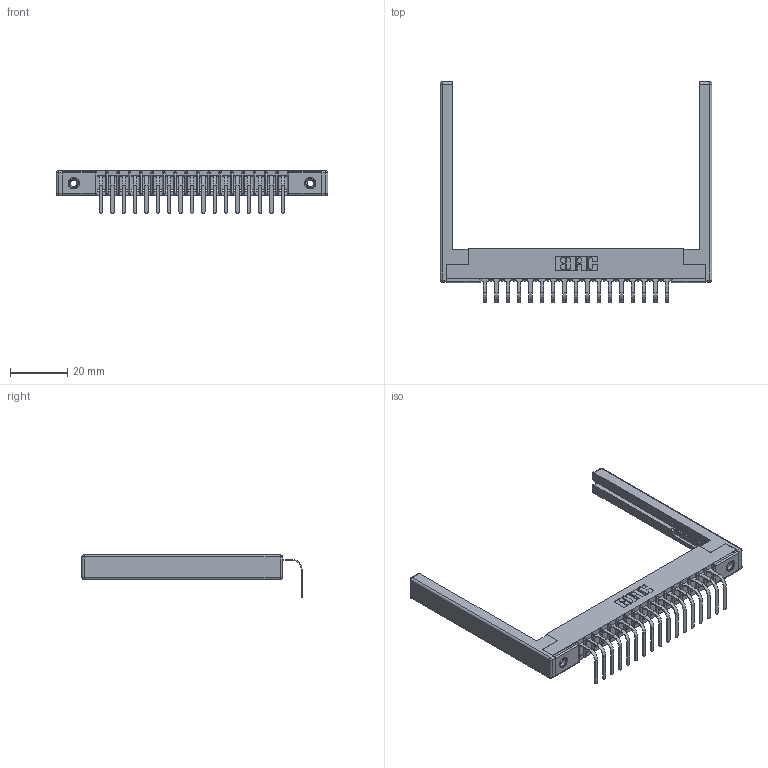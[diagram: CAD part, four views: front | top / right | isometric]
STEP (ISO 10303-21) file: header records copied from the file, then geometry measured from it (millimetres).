
FILE_DESCRIPTION (( 'STEP AP203' ), '1' );
FILE_NAME ('357-017-458-168.STEP', '2022-07-18T22:56:30', ( '' ), ( '' ), 'SwSTEP 2.0', 'SolidWorks 2020', '' );
FILE_SCHEMA (( 'CONFIG_CONTROL_DESIGN' ));
Length unit declared in the file: inch
Products named in the file (5): 345-250-001_345-250-001-102; 307-220-068; 307 Part_.156 Dia Mounting Holes; 357-017-458-168; 307-290-001_558 - 2 (Single)
Assembly tree (22 placements, depth 2):
  357-017-458-168
    307 Part_.156 Dia Mounting Holes
    307-290-001_558 - 2 (Single)  x17
    307-220-068  x2
    345-250-001_345-250-001-102  x2
Bounding box: 94.79 x 76.75 x 14.81 mm (x, y, z)
Volume: 10638.8 mm3; surface area: 13768.3 mm2
Topology: 22 solids, 22 shells, 1310 faces, 3671 edges, 2354 vertices
Faces by surface type: plane 821, cylinder 429, sphere 44, cone 12, torus 4
Entity records: 20519 total; most frequent: CARTESIAN_POINT 3413, ORIENTED_EDGE 3388, DIRECTION 3352, EDGE_CURVE 1694, LINE 1286, VECTOR 1286, VERTEX_POINT 1094, AXIS2_PLACEMENT_3D 1033
